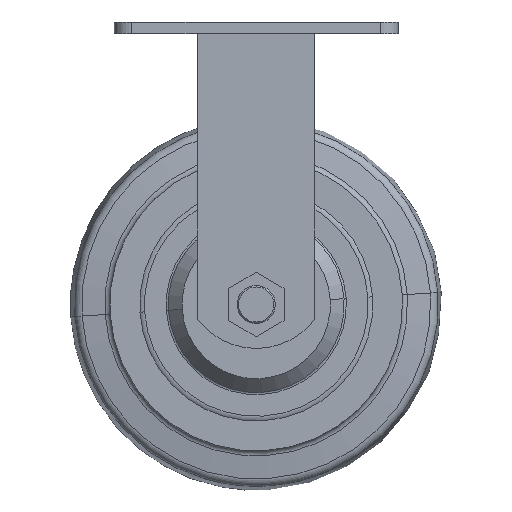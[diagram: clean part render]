
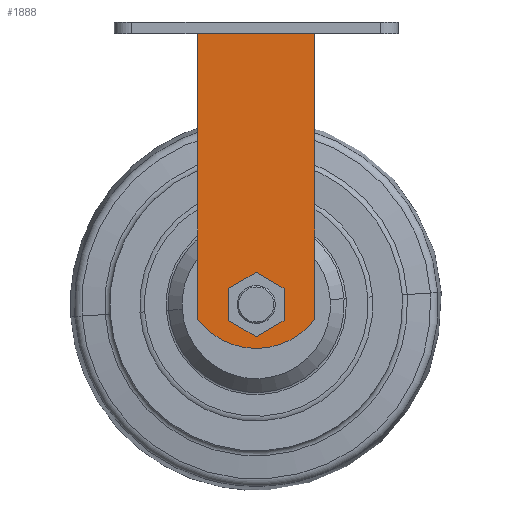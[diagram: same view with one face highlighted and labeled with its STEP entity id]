
A CAD part, front view. The second image highlights one B-rep face of the part: STEP entity #1888.
In plain terms, the highlighted planar face has unit normal (0, -1, 0).
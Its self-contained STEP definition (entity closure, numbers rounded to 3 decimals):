
#6 = FACE_BOUND ( 'NONE', #660, .T. ) ;
#96 = VERTEX_POINT ( 'NONE', #641 ) ;
#102 = DIRECTION ( 'NONE',  ( 0., 0., -1. ) ) ;
#119 = CARTESIAN_POINT ( 'NONE',  ( -9.5, 14., -97.985 ) ) ;
#243 = EDGE_CURVE ( 'NONE', #535, #2065, #614, .T. ) ;
#248 = AXIS2_PLACEMENT_3D ( 'NONE', #694, #1179, #1918 ) ;
#261 = ORIENTED_EDGE ( 'NONE', *, *, #243, .F. ) ;
#314 = CARTESIAN_POINT ( 'NONE',  ( 9.5, 14., -87.015 ) ) ;
#349 = LINE ( 'NONE', #3052, #2075 ) ;
#364 = DIRECTION ( 'NONE',  ( 0., 0., -1. ) ) ;
#407 = ORIENTED_EDGE ( 'NONE', *, *, #1325, .F. ) ;
#455 = CARTESIAN_POINT ( 'NONE',  ( 9.5, 14., -97.985 ) ) ;
#467 = DIRECTION ( 'NONE',  ( 0., 0., -1. ) ) ;
#508 = EDGE_CURVE ( 'NONE', #96, #1945, #2028, .T. ) ;
#535 = VERTEX_POINT ( 'NONE', #455 ) ;
#546 = CARTESIAN_POINT ( 'NONE',  ( 0., 14., -81.53 ) ) ;
#579 = LINE ( 'NONE', #2002, #968 ) ;
#597 = DIRECTION ( 'NONE',  ( 0., -1., 0. ) ) ;
#614 = LINE ( 'NONE', #1683, #1422 ) ;
#641 = CARTESIAN_POINT ( 'NONE',  ( 0., 14., -107.5 ) ) ;
#660 = EDGE_LOOP ( 'NONE', ( #2704, #3028, #1941, #3100, #261, #407 ) ) ;
#694 = CARTESIAN_POINT ( 'NONE',  ( 0., 14., -82.5 ) ) ;
#696 = DIRECTION ( 'NONE',  ( -0.866, 0., 0.5 ) ) ;
#730 = ORIENTED_EDGE ( 'NONE', *, *, #2532, .F. ) ;
#786 = CARTESIAN_POINT ( 'NONE',  ( -9.5, 14., -87.015 ) ) ;
#850 = LINE ( 'NONE', #2669, #1996 ) ;
#858 = EDGE_CURVE ( 'NONE', #1653, #1945, #349, .T. ) ;
#924 = CARTESIAN_POINT ( 'NONE',  ( 34.387, 14., -101.384 ) ) ;
#965 = LINE ( 'NONE', #1488, #1199 ) ;
#968 = VECTOR ( 'NONE', #1010, 1000. ) ;
#969 = DIRECTION ( 'NONE',  ( 0., 0., 1. ) ) ;
#1003 = EDGE_CURVE ( 'NONE', #2065, #1489, #1191, .T. ) ;
#1010 = DIRECTION ( 'NONE',  ( 0.866, 0., 0.5 ) ) ;
#1018 = VERTEX_POINT ( 'NONE', #119 ) ;
#1039 = EDGE_CURVE ( 'NONE', #1489, #2046, #2574, .T. ) ;
#1097 = VERTEX_POINT ( 'NONE', #3107 ) ;
#1135 = EDGE_CURVE ( 'NONE', #1018, #1866, #2578, .T. ) ;
#1137 = CARTESIAN_POINT ( 'NONE',  ( 24.887, 14., -117.838 ) ) ;
#1179 = DIRECTION ( 'NONE',  ( 0., -1., 0. ) ) ;
#1191 = LINE ( 'NONE', #924, #2985 ) ;
#1199 = VECTOR ( 'NONE', #2235, 1000. ) ;
#1243 = EDGE_CURVE ( 'NONE', #1097, #96, #2955, .T. ) ;
#1310 = FACE_OUTER_BOUND ( 'NONE', #3072, .T. ) ;
#1324 = CARTESIAN_POINT ( 'NONE',  ( 20., 14., 0. ) ) ;
#1325 = EDGE_CURVE ( 'NONE', #1866, #535, #579, .T. ) ;
#1389 = DIRECTION ( 'NONE',  ( 0.866, 0., -0.5 ) ) ;
#1418 = DIRECTION ( 'NONE',  ( 0., -1., 0. ) ) ;
#1422 = VECTOR ( 'NONE', #969, 1000. ) ;
#1488 = CARTESIAN_POINT ( 'NONE',  ( -20., 14., -160.945 ) ) ;
#1489 = VERTEX_POINT ( 'NONE', #546 ) ;
#1533 = AXIS2_PLACEMENT_3D ( 'NONE', #3023, #597, #364 ) ;
#1560 = CARTESIAN_POINT ( 'NONE',  ( 0., 14., 0. ) ) ;
#1653 = VERTEX_POINT ( 'NONE', #1324 ) ;
#1683 = CARTESIAN_POINT ( 'NONE',  ( 9.5, 14., -160.945 ) ) ;
#1811 = PLANE ( 'NONE',  #1533 ) ;
#1819 = ORIENTED_EDGE ( 'NONE', *, *, #858, .F. ) ;
#1822 = CARTESIAN_POINT ( 'NONE',  ( -20., 14., 0. ) ) ;
#1866 = VERTEX_POINT ( 'NONE', #2290 ) ;
#1867 = DIRECTION ( 'NONE',  ( -0.866, 0., -0.5 ) ) ;
#1888 = ADVANCED_FACE ( 'NONE', ( #1310, #6 ), #1811, .T. ) ;
#1918 = DIRECTION ( 'NONE',  ( 0., 0., -1. ) ) ;
#1941 = ORIENTED_EDGE ( 'NONE', *, *, #1039, .F. ) ;
#1943 = DIRECTION ( 'NONE',  ( 0., 0., -1. ) ) ;
#1945 = VERTEX_POINT ( 'NONE', #3085 ) ;
#1996 = VECTOR ( 'NONE', #1943, 1000. ) ;
#2002 = CARTESIAN_POINT ( 'NONE',  ( -24.887, 14., -117.838 ) ) ;
#2007 = AXIS2_PLACEMENT_3D ( 'NONE', #2403, #1418, #467 ) ;
#2028 = CIRCLE ( 'NONE', #248, 25. ) ;
#2046 = VERTEX_POINT ( 'NONE', #786 ) ;
#2065 = VERTEX_POINT ( 'NONE', #314 ) ;
#2075 = VECTOR ( 'NONE', #102, 1000. ) ;
#2138 = CARTESIAN_POINT ( 'NONE',  ( -34.387, 14., -101.384 ) ) ;
#2193 = VECTOR ( 'NONE', #2555, 1000. ) ;
#2235 = DIRECTION ( 'NONE',  ( 0., 0., -1. ) ) ;
#2290 = CARTESIAN_POINT ( 'NONE',  ( 0., 14., -103.47 ) ) ;
#2339 = ORIENTED_EDGE ( 'NONE', *, *, #2932, .T. ) ;
#2382 = VECTOR ( 'NONE', #1867, 1000. ) ;
#2403 = CARTESIAN_POINT ( 'NONE',  ( 0., 14., -82.5 ) ) ;
#2438 = VERTEX_POINT ( 'NONE', #1822 ) ;
#2532 = EDGE_CURVE ( 'NONE', #2438, #1653, #2889, .T. ) ;
#2555 = DIRECTION ( 'NONE',  ( 1., 0., 0. ) ) ;
#2574 = LINE ( 'NONE', #2138, #2382 ) ;
#2578 = LINE ( 'NONE', #1137, #3125 ) ;
#2669 = CARTESIAN_POINT ( 'NONE',  ( -9.5, 14., -160.945 ) ) ;
#2681 = ORIENTED_EDGE ( 'NONE', *, *, #1243, .T. ) ;
#2704 = ORIENTED_EDGE ( 'NONE', *, *, #1135, .F. ) ;
#2829 = EDGE_CURVE ( 'NONE', #2046, #1018, #850, .T. ) ;
#2889 = LINE ( 'NONE', #1560, #2193 ) ;
#2932 = EDGE_CURVE ( 'NONE', #2438, #1097, #965, .T. ) ;
#2955 = CIRCLE ( 'NONE', #2007, 25. ) ;
#2985 = VECTOR ( 'NONE', #696, 1000. ) ;
#3023 = CARTESIAN_POINT ( 'NONE',  ( 0., 14., -160.945 ) ) ;
#3028 = ORIENTED_EDGE ( 'NONE', *, *, #2829, .F. ) ;
#3052 = CARTESIAN_POINT ( 'NONE',  ( 20., 14., -160.945 ) ) ;
#3072 = EDGE_LOOP ( 'NONE', ( #2339, #2681, #3119, #1819, #730 ) ) ;
#3085 = CARTESIAN_POINT ( 'NONE',  ( 20., 14., -97.5 ) ) ;
#3100 = ORIENTED_EDGE ( 'NONE', *, *, #1003, .F. ) ;
#3107 = CARTESIAN_POINT ( 'NONE',  ( -20., 14., -97.5 ) ) ;
#3119 = ORIENTED_EDGE ( 'NONE', *, *, #508, .T. ) ;
#3125 = VECTOR ( 'NONE', #1389, 1000. ) ;
